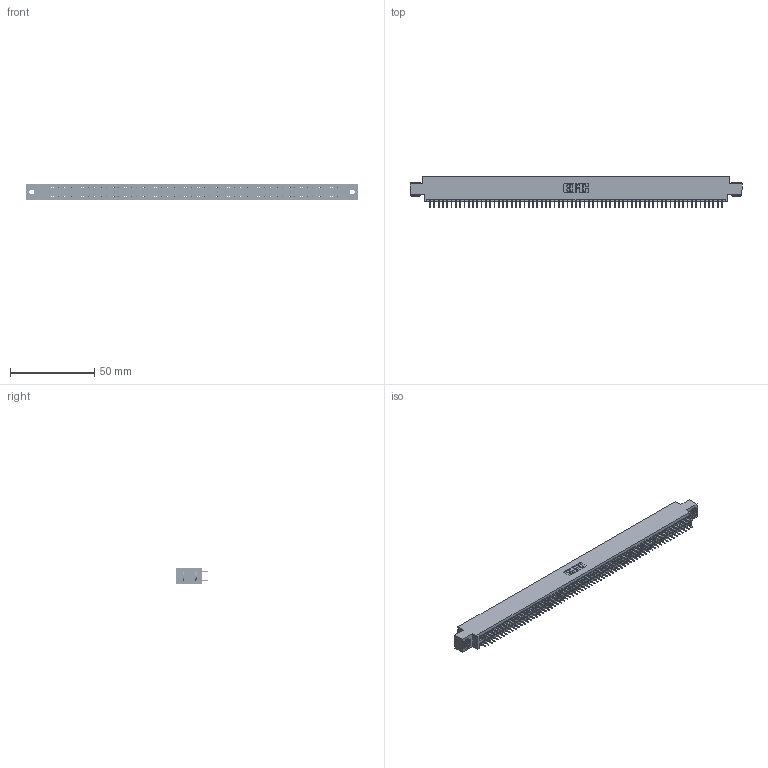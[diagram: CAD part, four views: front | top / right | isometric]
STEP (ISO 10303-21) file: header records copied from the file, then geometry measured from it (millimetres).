
FILE_DESCRIPTION (( 'STEP AP203' ), '1' );
FILE_NAME ('845-138-525-803.STEP', '2020-09-24T15:03:54', ( '' ), ( '' ), 'SwSTEP 2.0', 'SolidWorks 2020', '' );
FILE_SCHEMA (( 'CONFIG_CONTROL_DESIGN' ));
Length unit declared in the file: inch
Products named in the file (4): 845-138-525-803; 845 Part_0.170 Offset - 0.156 Dia-TH; 345-250-002_345-250-002-102; 345-292-001_345-293-125
Assembly tree (141 placements, depth 2):
  845-138-525-803
    845 Part_0.170 Offset - 0.156 Dia-TH
    345-292-001_345-293-125  x138
    345-250-002_345-250-002-102  x2
Bounding box: 196.47 x 18.72 x 9.4 mm (x, y, z)
Volume: 19014.7 mm3; surface area: 28293.7 mm2
Topology: 141 solids, 141 shells, 7620 faces, 21543 edges, 13806 vertices
Faces by surface type: plane 5476, cylinder 2136, cone 8
Entity records: 51360 total; most frequent: CARTESIAN_POINT 8559, ORIENTED_EDGE 8486, DIRECTION 7545, EDGE_CURVE 4243, VECTOR 3815, LINE 3815, VERTEX_POINT 2822, AXIS2_PLACEMENT_3D 1865
